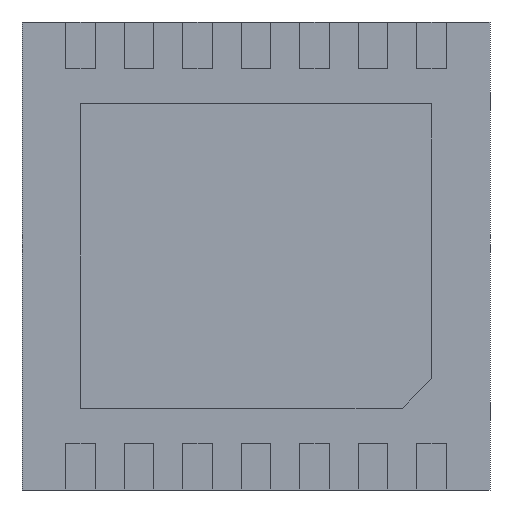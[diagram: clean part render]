
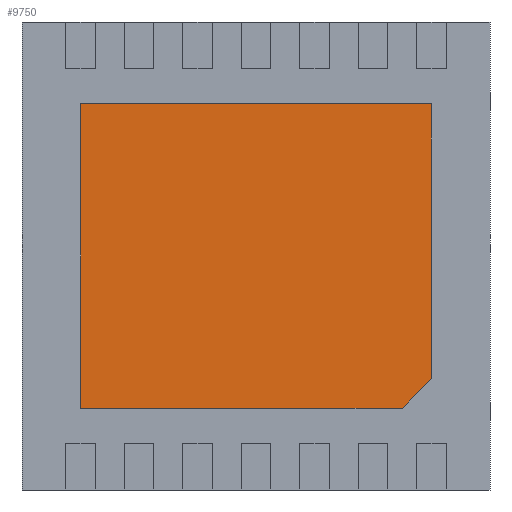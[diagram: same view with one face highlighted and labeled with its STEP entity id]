
A CAD part, front view. The second image highlights one B-rep face of the part: STEP entity #9750.
In plain terms, the highlighted planar face has unit normal (0, -1, 0).
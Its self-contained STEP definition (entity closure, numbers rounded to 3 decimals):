
#9576=DIRECTION('',(0.,0.,1.));
#9577=VECTOR('',#9576,2.349);
#9578=CARTESIAN_POINT('',(1.5,0.,-1.049));
#9579=LINE('',#9578,#9577);
#9583=DIRECTION('',(0.707,0.,0.707));
#9584=VECTOR('',#9583,0.356);
#9585=CARTESIAN_POINT('',(1.249,0.,-1.3));
#9586=LINE('',#9585,#9584);
#9590=DIRECTION('',(1.,0.,0.));
#9591=VECTOR('',#9590,2.749);
#9592=CARTESIAN_POINT('',(-1.5,0.,-1.3));
#9593=LINE('',#9592,#9591);
#9597=DIRECTION('',(0.,0.,-1.));
#9598=VECTOR('',#9597,2.6);
#9599=CARTESIAN_POINT('',(-1.5,0.,1.3));
#9600=LINE('',#9599,#9598);
#9604=DIRECTION('',(-1.,0.,0.));
#9605=VECTOR('',#9604,3.);
#9606=CARTESIAN_POINT('',(1.5,0.,1.3));
#9607=LINE('',#9606,#9605);
#9668=CARTESIAN_POINT('',(1.5,0.,-1.049));
#9669=CARTESIAN_POINT('',(1.5,0.,1.3));
#9670=VERTEX_POINT('',#9668);
#9671=VERTEX_POINT('',#9669);
#9672=CARTESIAN_POINT('',(-1.5,0.,1.3));
#9673=VERTEX_POINT('',#9672);
#9674=CARTESIAN_POINT('',(-1.5,0.,-1.3));
#9675=VERTEX_POINT('',#9674);
#9676=CARTESIAN_POINT('',(1.249,0.,-1.3));
#9677=VERTEX_POINT('',#9676);
#9735=CARTESIAN_POINT('',(0.,0.,0.));
#9736=DIRECTION('',(0.,1.,0.));
#9737=DIRECTION('',(1.,0.,0.));
#9738=AXIS2_PLACEMENT_3D('',#9735,#9736,#9737);
#9739=PLANE('',#9738);
#9740=ORIENTED_EDGE('',*,*,#9697,.F.);
#9742=ORIENTED_EDGE('',*,*,#9741,.F.);
#9744=ORIENTED_EDGE('',*,*,#9743,.F.);
#9746=ORIENTED_EDGE('',*,*,#9745,.F.);
#9747=ORIENTED_EDGE('',*,*,#9728,.F.);
#9748=EDGE_LOOP('',(#9740,#9742,#9744,#9746,#9747));
#9749=FACE_OUTER_BOUND('',#9748,.F.);
#9750=ADVANCED_FACE('',(#9749),#9739,.F.);
#9697=EDGE_CURVE('',#9670,#9671,#9579,.T.);
#9728=EDGE_CURVE('',#9671,#9673,#9607,.T.);
#9741=EDGE_CURVE('',#9677,#9670,#9586,.T.);
#9743=EDGE_CURVE('',#9675,#9677,#9593,.T.);
#9745=EDGE_CURVE('',#9673,#9675,#9600,.T.);
